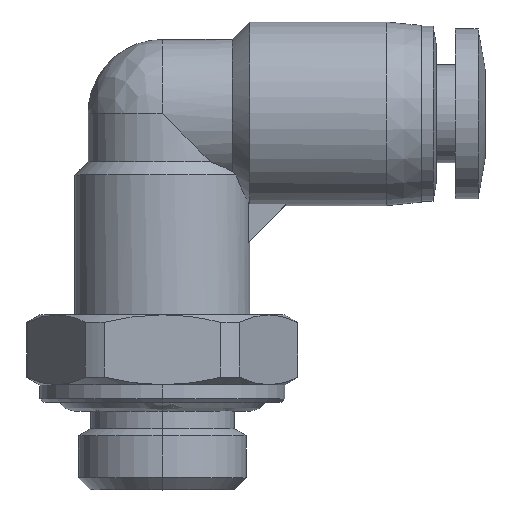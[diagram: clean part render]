
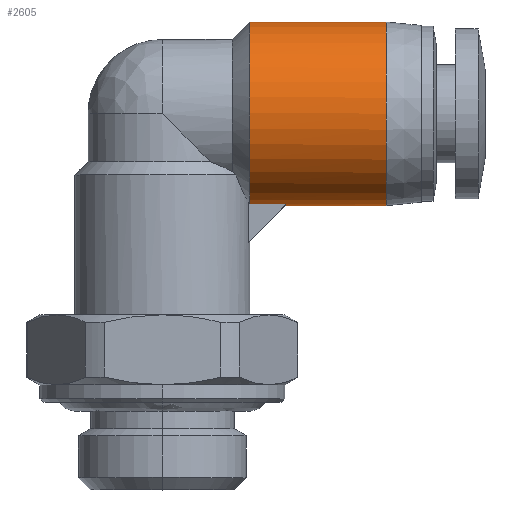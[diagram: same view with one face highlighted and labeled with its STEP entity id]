
A CAD part, top view. The second image highlights one B-rep face of the part: STEP entity #2605.
In plain terms, the highlighted cylindrical face has radius 5.25 mm (diameter 10.5 mm), a partial arc.
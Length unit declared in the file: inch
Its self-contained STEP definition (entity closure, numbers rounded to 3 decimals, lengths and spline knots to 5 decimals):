
#64 = CARTESIAN_POINT ( 'NONE',  ( 0.35039, 0.24606, 0. ) ) ;
#66 = LINE ( 'NONE', #2089, #169 ) ;
#120 = CARTESIAN_POINT ( 'NONE',  ( 0.50394, 0.45276, 0. ) ) ;
#169 = VECTOR ( 'NONE', #2018, 39.37008 ) ;
#329 = DIRECTION ( 'NONE',  ( 0., 1., 0. ) ) ;
#363 = CARTESIAN_POINT ( 'NONE',  ( 0.27559, 0.24606, 0. ) ) ;
#371 = CARTESIAN_POINT ( 'NONE',  ( 0.27559, 0.24606, 0.01322 ) ) ;
#404 = CARTESIAN_POINT ( 'NONE',  ( 0.27559, 0.24606, 0. ) ) ;
#411 = DIRECTION ( 'NONE',  ( 0., 1., 0. ) ) ;
#446 = VERTEX_POINT ( 'NONE', #1590 ) ;
#464 = AXIS2_PLACEMENT_3D ( 'NONE', #1402, #1413, #1424 ) ;
#474 = VERTEX_POINT ( 'NONE', #1673 ) ;
#528 = CYLINDRICAL_SURFACE ( 'NONE', #1805, 0.20669 ) ;
#564 = FACE_OUTER_BOUND ( 'NONE', #728, .T. ) ;
#587 = VERTEX_POINT ( 'NONE', #2055 ) ;
#628 = EDGE_CURVE ( 'NONE', #446, #1560, #66, .T. ) ;
#728 = EDGE_LOOP ( 'NONE', ( #866, #1081, #1867, #729, #771, #868 ) ) ;
#729 = ORIENTED_EDGE ( 'NONE', *, *, #628, .F. ) ;
#771 = ORIENTED_EDGE ( 'NONE', *, *, #1011, .T. ) ;
#777 = EDGE_CURVE ( 'NONE', #899, #587, #1614, .T. ) ;
#821 = CIRCLE ( 'NONE', #464, 0.20669 ) ;
#850 = DIRECTION ( 'NONE',  ( 1., 0., 0. ) ) ;
#866 = ORIENTED_EDGE ( 'NONE', *, *, #1060, .T. ) ;
#868 = ORIENTED_EDGE ( 'NONE', *, *, #1687, .T. ) ;
#899 = VERTEX_POINT ( 'NONE', #363 ) ;
#1011 = EDGE_CURVE ( 'NONE', #446, #474, #821, .T. ) ;
#1060 = EDGE_CURVE ( 'NONE', #2649, #899, #2031, .T. ) ;
#1081 = ORIENTED_EDGE ( 'NONE', *, *, #777, .T. ) ;
#1287 = DIRECTION ( 'NONE',  ( 1., 0., 0. ) ) ;
#1382 = CARTESIAN_POINT ( 'NONE',  ( 0.27686, 0.24733, 0.02639 ) ) ;
#1402 = CARTESIAN_POINT ( 'NONE',  ( 0.19685, 0.45276, 0. ) ) ;
#1407 = AXIS2_PLACEMENT_3D ( 'NONE', #120, #1650, #329 ) ;
#1413 = DIRECTION ( 'NONE',  ( 1., 0., 0. ) ) ;
#1424 = DIRECTION ( 'NONE',  ( 0., 1., 0. ) ) ;
#1497 = VECTOR ( 'NONE', #1993, 39.37008 ) ;
#1500 = LINE ( 'NONE', #2032, #1497 ) ;
#1560 = VERTEX_POINT ( 'NONE', #2543 ) ;
#1590 = CARTESIAN_POINT ( 'NONE',  ( 0.19685, 0.65945, 0. ) ) ;
#1603 = VECTOR ( 'NONE', #850, 39.37008 ) ;
#1614 = LINE ( 'NONE', #64, #1603 ) ;
#1650 = DIRECTION ( 'NONE',  ( -1., 0., 0. ) ) ;
#1673 = CARTESIAN_POINT ( 'NONE',  ( 0.19685, 0.24985, 0.03937 ) ) ;
#1687 = EDGE_CURVE ( 'NONE', #474, #2649, #1500, .T. ) ;
#1750 = CARTESIAN_POINT ( 'NONE',  ( 0.35039, 0.45276, 0. ) ) ;
#1786 = CARTESIAN_POINT ( 'NONE',  ( 0.27937, 0.24985, 0.03937 ) ) ;
#1805 = AXIS2_PLACEMENT_3D ( 'NONE', #1750, #1287, #411 ) ;
#1867 = ORIENTED_EDGE ( 'NONE', *, *, #2413, .T. ) ;
#1993 = DIRECTION ( 'NONE',  ( 1., 0., 0. ) ) ;
#2018 = DIRECTION ( 'NONE',  ( 1., 0., 0. ) ) ;
#2031 =( BOUNDED_CURVE ( )  B_SPLINE_CURVE ( 3, ( #1786, #1382, #371, #404 ),
 .UNSPECIFIED., .F., .T. ) 
 B_SPLINE_CURVE_WITH_KNOTS ( ( 4, 4 ),
 ( 2.94995, 3.14159 ),
 .UNSPECIFIED. ) 
 CURVE ( )  GEOMETRIC_REPRESENTATION_ITEM ( )  RATIONAL_B_SPLINE_CURVE ( ( 1., 0.997, 0.997, 1. ) ) 
 REPRESENTATION_ITEM ( '' )  );
#2032 = CARTESIAN_POINT ( 'NONE',  ( 0.35039, 0.24985, 0.03937 ) ) ;
#2055 = CARTESIAN_POINT ( 'NONE',  ( 0.50394, 0.24606, 0. ) ) ;
#2089 = CARTESIAN_POINT ( 'NONE',  ( 0.35039, 0.65945, 0. ) ) ;
#2188 = CIRCLE ( 'NONE', #1407, 0.20669 ) ;
#2413 = EDGE_CURVE ( 'NONE', #587, #1560, #2188, .T. ) ;
#2543 = CARTESIAN_POINT ( 'NONE',  ( 0.50394, 0.65945, 0. ) ) ;
#2597 = CARTESIAN_POINT ( 'NONE',  ( 0.27937, 0.24985, 0.03937 ) ) ;
#2605 = ADVANCED_FACE ( 'NONE', ( #564 ), #528, .T. ) ;
#2649 = VERTEX_POINT ( 'NONE', #2597 ) ;
